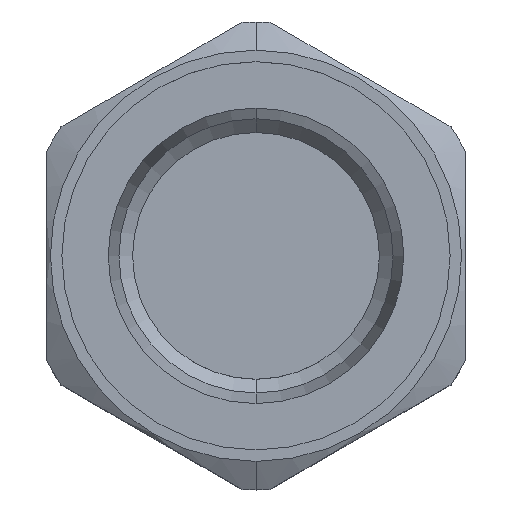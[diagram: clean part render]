
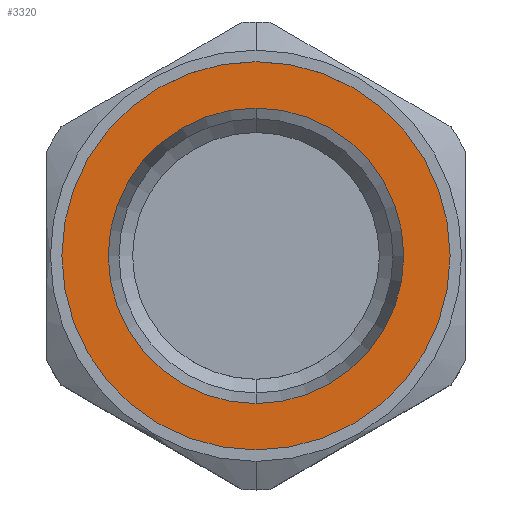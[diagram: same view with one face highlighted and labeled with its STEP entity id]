
A CAD part, top view. The second image highlights one B-rep face of the part: STEP entity #3320.
In plain terms, the highlighted planar face has unit normal (0, 0, 1).
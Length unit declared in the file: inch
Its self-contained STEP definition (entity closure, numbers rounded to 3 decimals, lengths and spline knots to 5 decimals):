
#635=CARTESIAN_POINT('',(0.,0.,2.106));
#636=DIRECTION('',(0.,0.,1.));
#637=DIRECTION('',(0.,-1.,0.));
#638=AXIS2_PLACEMENT_3D('',#635,#636,#637);
#644=CARTESIAN_POINT('',(0.,0.,2.106));
#645=DIRECTION('',(0.,0.,-1.));
#646=DIRECTION('',(0.,-1.,0.));
#647=AXIS2_PLACEMENT_3D('',#644,#645,#646);
#653=CARTESIAN_POINT('',(0.,0.,2.106));
#654=DIRECTION('',(0.,0.,-1.));
#655=DIRECTION('',(0.,-1.,0.));
#656=AXIS2_PLACEMENT_3D('',#653,#654,#655);
#658=CARTESIAN_POINT('',(0.,0.,2.106));
#659=DIRECTION('',(0.,0.,1.));
#660=DIRECTION('',(0.,-1.,0.));
#661=AXIS2_PLACEMENT_3D('',#658,#659,#660);
#2130=CARTESIAN_POINT('',(0.,-0.309,2.106));
#2132=VERTEX_POINT('',#2130);
#2134=CARTESIAN_POINT('',(0.,0.309,2.106));
#2136=VERTEX_POINT('',#2134);
#2137=CARTESIAN_POINT('',(0.,-0.406,2.106));
#2138=CARTESIAN_POINT('',(0.,0.406,2.106));
#2139=VERTEX_POINT('',#2137);
#2140=VERTEX_POINT('',#2138);
#3305=CARTESIAN_POINT('',(0.,0.,2.106));
#3306=DIRECTION('',(0.,0.,1.));
#3307=DIRECTION('',(0.,-1.,0.));
#3308=AXIS2_PLACEMENT_3D('',#3305,#3306,#3307);
#3309=PLANE('',#3308);
#3310=ORIENTED_EDGE('',*,*,#3271,.F.);
#3311=ORIENTED_EDGE('',*,*,#3292,.T.);
#3312=EDGE_LOOP('',(#3310,#3311));
#3313=FACE_OUTER_BOUND('',#3312,.F.);
#3315=ORIENTED_EDGE('',*,*,#3314,.F.);
#3317=ORIENTED_EDGE('',*,*,#3316,.T.);
#3318=EDGE_LOOP('',(#3315,#3317));
#3319=FACE_BOUND('',#3318,.F.);
#639=CIRCLE('',#638,0.406);
#648=CIRCLE('',#647,0.406);
#657=CIRCLE('',#656,0.309);
#662=CIRCLE('',#661,0.309);
#3271=EDGE_CURVE('',#2139,#2140,#639,.T.);
#3292=EDGE_CURVE('',#2139,#2140,#648,.T.);
#3314=EDGE_CURVE('',#2132,#2136,#657,.T.);
#3316=EDGE_CURVE('',#2132,#2136,#662,.T.);
#3320=ADVANCED_FACE('',(#3313,#3319),#3309,.T.);
